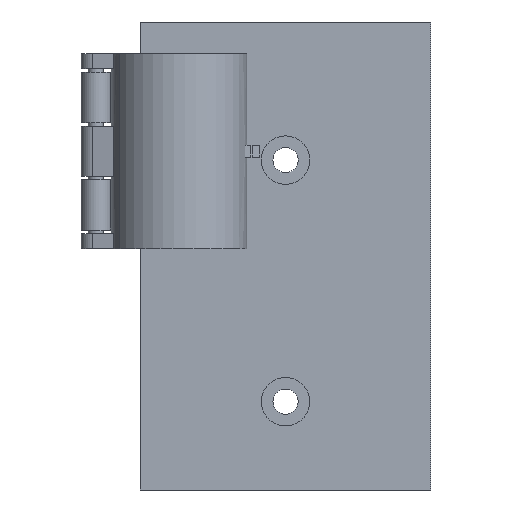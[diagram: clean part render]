
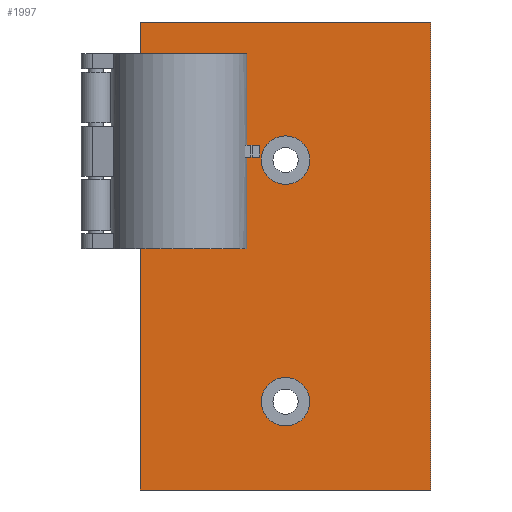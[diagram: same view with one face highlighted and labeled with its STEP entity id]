
A CAD part, front view. The second image highlights one B-rep face of the part: STEP entity #1997.
In plain terms, the highlighted planar face has unit normal (0, -1, 0).
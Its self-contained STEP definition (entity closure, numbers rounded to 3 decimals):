
#40=FACE_BOUND('',#350,.T.);
#41=FACE_BOUND('',#351,.T.);
#128=CIRCLE('',#2178,3.175);
#131=CIRCLE('',#2187,3.175);
#232=FACE_OUTER_BOUND('',#349,.T.);
#349=EDGE_LOOP('',(#1667,#1668,#1669,#1670,#1671,#1672,#1673,#1674));
#350=EDGE_LOOP('',(#1675));
#351=EDGE_LOOP('',(#1676));
#511=LINE('',#3179,#715);
#516=LINE('',#3193,#720);
#523=LINE('',#3207,#727);
#535=LINE('',#3236,#739);
#537=LINE('',#3238,#741);
#538=LINE('',#3242,#742);
#541=LINE('',#3246,#745);
#543=LINE('',#3255,#747);
#715=VECTOR('',#2585,10.);
#720=VECTOR('',#2598,10.);
#727=VECTOR('',#2607,10.);
#739=VECTOR('',#2635,10.);
#741=VECTOR('',#2637,10.);
#742=VECTOR('',#2640,10.);
#745=VECTOR('',#2645,10.);
#747=VECTOR('',#2657,10.);
#911=VERTEX_POINT('',#3177);
#912=VERTEX_POINT('',#3178);
#917=VERTEX_POINT('',#3192);
#923=VERTEX_POINT('',#3205);
#928=VERTEX_POINT('',#3225);
#929=VERTEX_POINT('',#3229);
#932=VERTEX_POINT('',#3234);
#933=VERTEX_POINT('',#3240);
#934=VERTEX_POINT('',#3241);
#937=VERTEX_POINT('',#3256);
#1155=EDGE_CURVE('',#911,#912,#511,.T.);
#1162=EDGE_CURVE('',#911,#917,#516,.T.);
#1169=EDGE_CURVE('',#923,#917,#523,.T.);
#1178=EDGE_CURVE('',#928,#928,#128,.T.);
#1183=EDGE_CURVE('',#932,#923,#535,.T.);
#1185=EDGE_CURVE('',#912,#929,#537,.T.);
#1186=EDGE_CURVE('',#933,#934,#538,.T.);
#1189=EDGE_CURVE('',#932,#933,#541,.T.);
#1193=EDGE_CURVE('',#934,#929,#543,.T.);
#1194=EDGE_CURVE('',#937,#937,#131,.T.);
#1667=ORIENTED_EDGE('',*,*,#1189,.T.);
#1668=ORIENTED_EDGE('',*,*,#1186,.T.);
#1669=ORIENTED_EDGE('',*,*,#1193,.T.);
#1670=ORIENTED_EDGE('',*,*,#1185,.F.);
#1671=ORIENTED_EDGE('',*,*,#1155,.F.);
#1672=ORIENTED_EDGE('',*,*,#1162,.T.);
#1673=ORIENTED_EDGE('',*,*,#1169,.F.);
#1674=ORIENTED_EDGE('',*,*,#1183,.F.);
#1675=ORIENTED_EDGE('',*,*,#1194,.T.);
#1676=ORIENTED_EDGE('',*,*,#1178,.T.);
#1900=PLANE('',#2186);
#1997=ADVANCED_FACE('',(#232,#40,#41),#1900,.F.);
#2178=AXIS2_PLACEMENT_3D('',#3226,#2627,#2628);
#2186=AXIS2_PLACEMENT_3D('',#3254,#2655,#2656);
#2187=AXIS2_PLACEMENT_3D('',#3257,#2658,#2659);
#2585=DIRECTION('',(-1.,0.,0.));
#2598=DIRECTION('',(0.,0.,1.));
#2607=DIRECTION('',(1.,0.,0.));
#2627=DIRECTION('center_axis',(0.,1.,0.));
#2628=DIRECTION('ref_axis',(1.,0.,0.));
#2635=DIRECTION('',(0.,0.,1.));
#2637=DIRECTION('',(0.,0.,1.));
#2640=DIRECTION('',(0.,0.,-1.));
#2645=DIRECTION('',(-1.,0.,0.));
#2655=DIRECTION('center_axis',(0.,1.,0.));
#2656=DIRECTION('ref_axis',(1.,0.,0.));
#2657=DIRECTION('',(1.,0.,0.));
#2658=DIRECTION('center_axis',(0.,1.,0.));
#2659=DIRECTION('ref_axis',(1.,0.,0.));
#3177=CARTESIAN_POINT('',(33.02,9.,-31.623));
#3178=CARTESIAN_POINT('',(-5.08,9.,-31.623));
#3179=CARTESIAN_POINT('',(33.02,9.,-31.623));
#3192=CARTESIAN_POINT('',(33.02,9.,29.743));
#3193=CARTESIAN_POINT('',(33.02,9.,25.933));
#3205=CARTESIAN_POINT('',(-5.08,9.,29.743));
#3207=CARTESIAN_POINT('',(-5.08,9.,29.743));
#3225=CARTESIAN_POINT('',(10.795,9.,11.636));
#3226=CARTESIAN_POINT('Origin',(13.97,9.,11.636));
#3229=CARTESIAN_POINT('',(-5.08,9.,0.));
#3234=CARTESIAN_POINT('',(-5.08,9.,25.603));
#3236=CARTESIAN_POINT('',(-5.08,9.,-31.623));
#3238=CARTESIAN_POINT('',(-5.08,9.,-31.623));
#3240=CARTESIAN_POINT('',(-5.09,9.,25.603));
#3241=CARTESIAN_POINT('',(-5.09,9.,0.));
#3242=CARTESIAN_POINT('',(-5.09,9.,-0.47));
#3246=CARTESIAN_POINT('',(5.072,9.,25.603));
#3254=CARTESIAN_POINT('Origin',(13.97,9.,-0.94));
#3255=CARTESIAN_POINT('',(5.072,9.,0.));
#3256=CARTESIAN_POINT('',(10.795,9.,-20.045));
#3257=CARTESIAN_POINT('Origin',(13.97,9.,-20.045));
